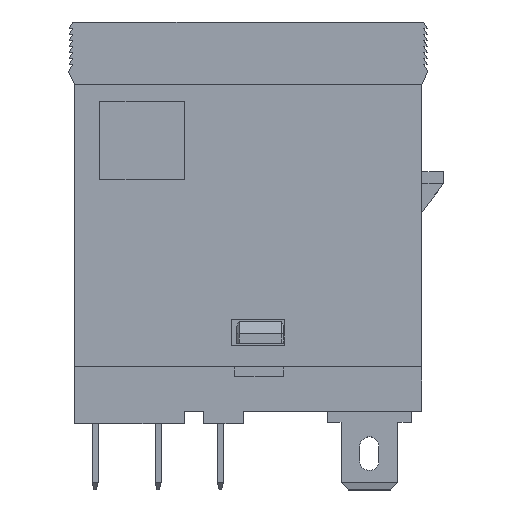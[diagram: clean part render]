
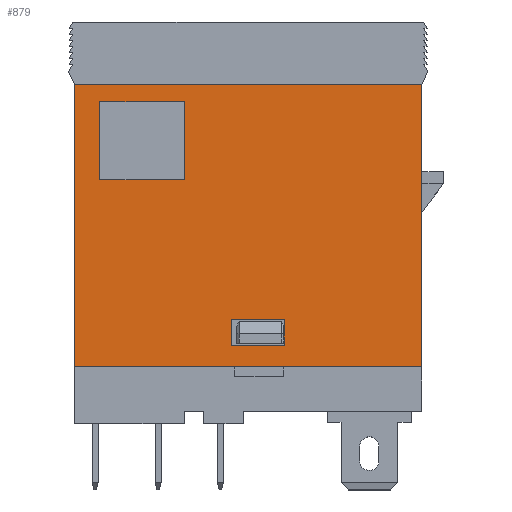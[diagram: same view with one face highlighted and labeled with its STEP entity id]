
A CAD part, top view. The second image highlights one B-rep face of the part: STEP entity #879.
In plain terms, the highlighted planar face has unit normal (0, 0, 1).
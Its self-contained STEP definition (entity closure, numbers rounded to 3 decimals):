
#339=FACE_BOUND('',#2944,.T.);
#340=FACE_BOUND('',#2945,.T.);
#341=FACE_BOUND('',#2946,.T.);
#879=ADVANCED_FACE('',(#339,#340,#341),#1560,.T.);
#1560=PLANE('',#14661);
#2944=EDGE_LOOP('',(#5262,#5263,#5264,#5265));
#2945=EDGE_LOOP('',(#5266,#5267,#5268,#5269));
#2946=EDGE_LOOP('',(#5270,#5271,#5272,#5273));
#5262=ORIENTED_EDGE('',*,*,#9683,.T.);
#5263=ORIENTED_EDGE('',*,*,#9684,.T.);
#5264=ORIENTED_EDGE('',*,*,#9685,.T.);
#5265=ORIENTED_EDGE('',*,*,#9686,.T.);
#5266=ORIENTED_EDGE('',*,*,#9682,.F.);
#5267=ORIENTED_EDGE('',*,*,#9687,.F.);
#5268=ORIENTED_EDGE('',*,*,#9628,.T.);
#5269=ORIENTED_EDGE('',*,*,#9688,.T.);
#5270=ORIENTED_EDGE('',*,*,#9689,.F.);
#5271=ORIENTED_EDGE('',*,*,#9690,.F.);
#5272=ORIENTED_EDGE('',*,*,#9691,.F.);
#5273=ORIENTED_EDGE('',*,*,#9692,.F.);
#8005=VERTEX_POINT('',#21845);
#8006=VERTEX_POINT('',#21847);
#8050=VERTEX_POINT('',#21948);
#8053=VERTEX_POINT('',#21953);
#8054=VERTEX_POINT('',#21957);
#8055=VERTEX_POINT('',#21958);
#8056=VERTEX_POINT('',#21960);
#8057=VERTEX_POINT('',#21962);
#8058=VERTEX_POINT('',#21967);
#8059=VERTEX_POINT('',#21968);
#8060=VERTEX_POINT('',#21970);
#8061=VERTEX_POINT('',#21972);
#9628=EDGE_CURVE('',#8006,#8005,#11532,.T.);
#9682=EDGE_CURVE('',#8053,#8050,#11586,.T.);
#9683=EDGE_CURVE('',#8054,#8055,#11587,.T.);
#9684=EDGE_CURVE('',#8055,#8056,#11588,.T.);
#9685=EDGE_CURVE('',#8056,#8057,#11589,.T.);
#9686=EDGE_CURVE('',#8057,#8054,#11590,.T.);
#9687=EDGE_CURVE('',#8006,#8053,#11591,.T.);
#9688=EDGE_CURVE('',#8005,#8050,#11592,.T.);
#9689=EDGE_CURVE('',#8058,#8059,#11593,.T.);
#9690=EDGE_CURVE('',#8060,#8058,#11594,.T.);
#9691=EDGE_CURVE('',#8061,#8060,#11595,.T.);
#9692=EDGE_CURVE('',#8059,#8061,#11596,.T.);
#11532=LINE('',#21846,#13354);
#11586=LINE('',#21954,#13408);
#11587=LINE('',#21956,#13409);
#11588=LINE('',#21959,#13410);
#11589=LINE('',#21961,#13411);
#11590=LINE('',#21963,#13412);
#11591=LINE('',#21964,#13413);
#11592=LINE('',#21965,#13414);
#11593=LINE('',#21966,#13415);
#11594=LINE('',#21969,#13416);
#11595=LINE('',#21971,#13417);
#11596=LINE('',#21973,#13418);
#13354=VECTOR('',#16676,1.);
#13408=VECTOR('',#16742,1.);
#13409=VECTOR('',#16745,1.);
#13410=VECTOR('',#16746,1.);
#13411=VECTOR('',#16747,1.);
#13412=VECTOR('',#16748,1.);
#13413=VECTOR('',#16749,1.);
#13414=VECTOR('',#16750,1.);
#13415=VECTOR('',#16751,1.);
#13416=VECTOR('',#16752,1.);
#13417=VECTOR('',#16753,1.);
#13418=VECTOR('',#16754,1.);
#14661=AXIS2_PLACEMENT_3D('',#21974,#16755,#16756);
#16676=DIRECTION('',(-1.,0.,0.));
#16742=DIRECTION('',(-1.,0.,0.));
#16745=DIRECTION('',(1.,0.,0.));
#16746=DIRECTION('',(0.,-1.,0.));
#16747=DIRECTION('',(-1.,0.,0.));
#16748=DIRECTION('',(0.,1.,0.));
#16749=DIRECTION('',(0.,-1.,0.));
#16750=DIRECTION('',(0.,-1.,0.));
#16751=DIRECTION('',(-1.,0.,0.));
#16752=DIRECTION('',(0.,1.,0.));
#16753=DIRECTION('',(1.,0.,0.));
#16754=DIRECTION('',(0.,-1.,0.));
#16755=DIRECTION('',(0.,0.,1.));
#16756=DIRECTION('',(0.,1.,0.));
#21845=CARTESIAN_POINT('',(-14.4,27.1,6.3));
#21846=CARTESIAN_POINT('',(14.4,27.1,6.3));
#21847=CARTESIAN_POINT('',(14.4,27.1,6.3));
#21948=CARTESIAN_POINT('',(-14.4,3.7,6.3));
#21953=CARTESIAN_POINT('',(14.4,3.7,6.3));
#21954=CARTESIAN_POINT('',(14.4,3.7,6.3));
#21956=CARTESIAN_POINT('',(-1.,7.6,6.3));
#21957=CARTESIAN_POINT('',(-1.4,7.6,6.3));
#21958=CARTESIAN_POINT('',(3.,7.6,6.3));
#21959=CARTESIAN_POINT('',(3.,7.6,6.3));
#21960=CARTESIAN_POINT('',(3.,5.5,6.3));
#21961=CARTESIAN_POINT('',(14.4,5.5,6.3));
#21962=CARTESIAN_POINT('',(-1.4,5.5,6.3));
#21963=CARTESIAN_POINT('',(-1.4,27.1,6.3));
#21964=CARTESIAN_POINT('',(14.4,27.1,6.3));
#21965=CARTESIAN_POINT('',(-14.4,27.1,6.3));
#21966=CARTESIAN_POINT('',(-5.3,25.7,6.3));
#21967=CARTESIAN_POINT('',(-5.3,25.7,6.3));
#21968=CARTESIAN_POINT('',(-12.3,25.7,6.3));
#21969=CARTESIAN_POINT('',(-5.3,19.2,6.3));
#21970=CARTESIAN_POINT('',(-5.3,19.2,6.3));
#21971=CARTESIAN_POINT('',(-12.3,19.2,6.3));
#21972=CARTESIAN_POINT('',(-12.3,19.2,6.3));
#21973=CARTESIAN_POINT('',(-12.3,25.7,6.3));
#21974=CARTESIAN_POINT('',(14.4,27.1,6.3));
